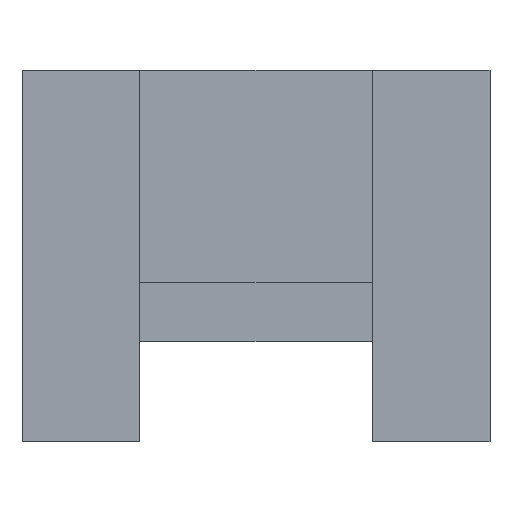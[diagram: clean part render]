
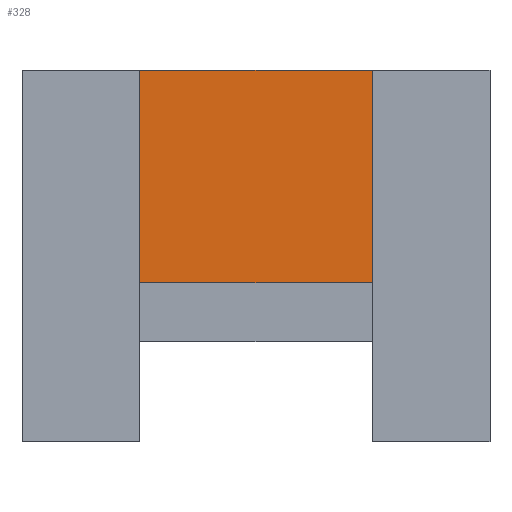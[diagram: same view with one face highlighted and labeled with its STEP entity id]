
A CAD part, front view. The second image highlights one B-rep face of the part: STEP entity #328.
In plain terms, the highlighted planar face has unit normal (0, -1, 0).
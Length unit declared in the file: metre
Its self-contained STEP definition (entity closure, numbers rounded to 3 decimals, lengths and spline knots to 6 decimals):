
#26=ORIENTED_EDGE('',*,*,#117,.F.);
#27=ORIENTED_EDGE('',*,*,#118,.T.);
#28=ORIENTED_EDGE('',*,*,#116,.T.);
#29=ORIENTED_EDGE('',*,*,#119,.T.);
#116=EDGE_CURVE('',#157,#161,#192,.T.);
#117=EDGE_CURVE('',#162,#163,#193,.T.);
#118=EDGE_CURVE('',#162,#157,#194,.T.);
#119=EDGE_CURVE('',#161,#163,#195,.T.);
#157=VERTEX_POINT('',#476);
#161=VERTEX_POINT('',#485);
#162=VERTEX_POINT('',#489);
#163=VERTEX_POINT('',#490);
#192=LINE('',#486,#238);
#193=LINE('',#488,#239);
#194=LINE('',#491,#240);
#195=LINE('',#492,#241);
#238=VECTOR('',#393,1.);
#239=VECTOR('',#396,1.);
#240=VECTOR('',#397,1.);
#241=VECTOR('',#398,1.);
#274=EDGE_LOOP('',(#26,#27,#28,#29));
#292=FACE_BOUND('',#274,.T.);
#310=PLANE('',#359);
#328=ADVANCED_FACE('',(#292),#310,.T.);
#359=AXIS2_PLACEMENT_3D('',#487,#394,#395);
#393=DIRECTION('',(0.,0.,1.));
#394=DIRECTION('',(0.,-1.,0.));
#395=DIRECTION('',(1.,0.,0.));
#396=DIRECTION('',(0.,0.,1.));
#397=DIRECTION('',(1.,0.,0.));
#398=DIRECTION('',(-1.,0.,0.));
#476=CARTESIAN_POINT('',(0.126532,-0.1512,0.003016));
#485=CARTESIAN_POINT('',(0.126532,-0.1512,0.004366));
#486=CARTESIAN_POINT('',(0.126532,-0.1512,0.003629));
#487=CARTESIAN_POINT('',(0.11,-0.1512,0.000693));
#488=CARTESIAN_POINT('',(0.125057,-0.1512,0.003629));
#489=CARTESIAN_POINT('',(0.125057,-0.1512,0.003016));
#490=CARTESIAN_POINT('',(0.125057,-0.1512,0.004366));
#491=CARTESIAN_POINT('',(0.125794,-0.1512,0.003016));
#492=CARTESIAN_POINT('',(0.125794,-0.1512,0.004366));
